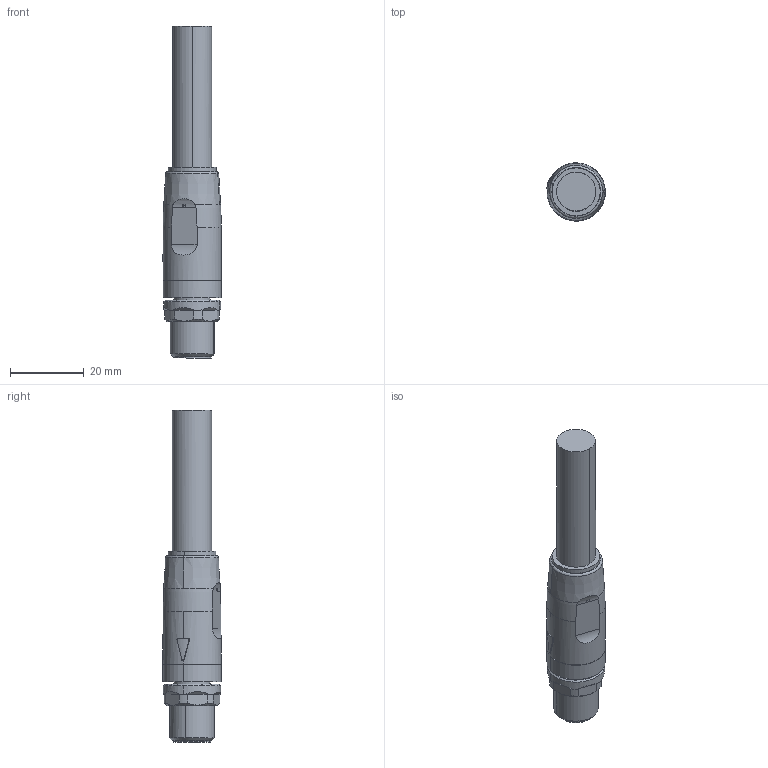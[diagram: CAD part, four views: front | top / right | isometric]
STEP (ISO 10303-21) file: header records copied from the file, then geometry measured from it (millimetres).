
FILE_DESCRIPTION(('CATIA V5 STEP Exchange','CAx-IF Rec.Pracs.--- Model Styling and Organization---1.5--- 2016-08-15','CAx-IF Rec.Pracs.---Supplemental Geometry---1.0---2011-11-01','CAx-IF Rec.Pracs.--- Composite Materials ---1.1---2010-07-15'),'2;1');
FILE_NAME ('236031-3_0', '2025-10-16T05:05:49+00:00', ('none'), ('Weidmueller'), 'CATIA Version 5-6 Release 2024 SP4', 'CATIA V5 STEP AP214 v3', 'none');
FILE_SCHEMA(('AUTOMOTIVE_DESIGN { 1 0 10303 214 1 1 1 1 }'));
Length unit declared in the file: millimetre
Products named in the file (1): 2455210000
Bounding box: 15.91 x 15.8 x 90.1 mm (x, y, z)
Volume: 11661.1 mm3; surface area: 4816.7 mm2
Topology: 1 solids, 1 shells, 370 faces, 1021 edges, 665 vertices
Faces by surface type: plane 133, cylinder 99, torus 80, cone 26, bspline 22, sphere 10
Entity records: 12585 total; most frequent: CARTESIAN_POINT 4029, ORIENTED_EDGE 2002, DIRECTION 1238, EDGE_CURVE 1001, VERTEX_POINT 663, AXIS2_PLACEMENT_3D 603, EDGE_LOOP 392, ADVANCED_FACE 366
